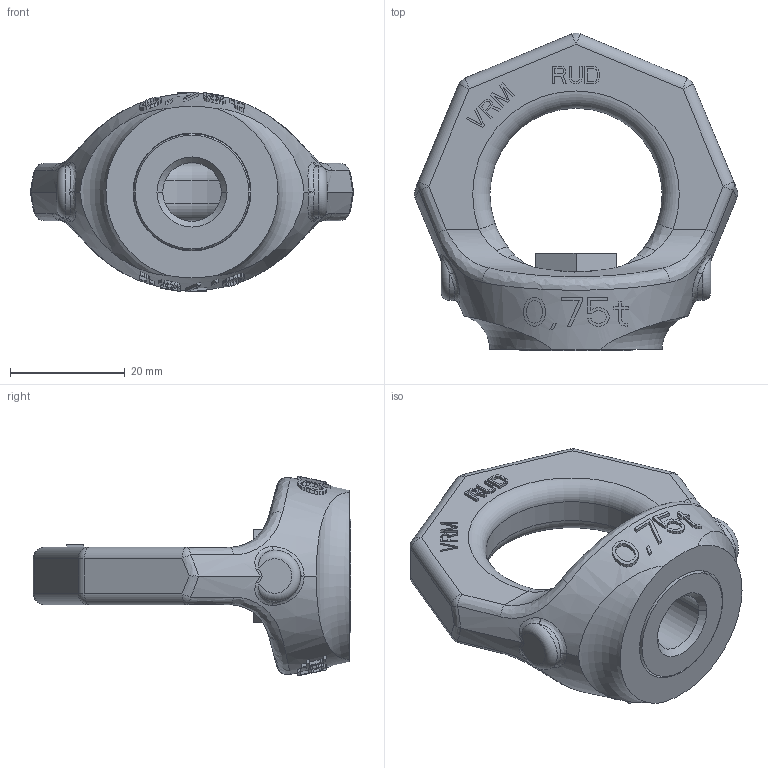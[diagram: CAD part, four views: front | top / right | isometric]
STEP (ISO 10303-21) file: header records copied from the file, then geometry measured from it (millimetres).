
FILE_DESCRIPTION((''),'2;1');
FILE_NAME('001-M32422-P-1_ASM','2017-05-31T',('Andreas.Wendler'),(''),'PRO/ENGINEER BY PARAMETRIC TECHNOLOGY CORPORATION, 2011490','PRO/ENGINEER BY PARAMETRIC TECHNOLOGY CORPORATION, 2011490','');
FILE_SCHEMA(('CONFIG_CONTROL_DESIGN'));
Length unit declared in the file: millimetre
Products named in the file (4): 001-M35306-P-1_AF0; 001-M32422-P-1; 001-M31026-BA3; 001-M32422-P-1_ASM
Assembly tree (3 placements, depth 2):
  001-M32422-P-1_ASM
    001-M35306-P-1_AF0
    001-M32422-P-1
    001-M31026-BA3
Bounding box: 56.32 x 55.33 x 34.79 mm (x, y, z)
Volume: 22716.8 mm3; surface area: 10104.3 mm2
Topology: 3 solids, 3 shells, 503 faces, 1352 edges, 872 vertices
Faces by surface type: plane 381, bspline 54, cylinder 32, torus 14, sphere 12, cone 10
Entity records: 18936 total; most frequent: CARTESIAN_POINT 7476, ORIENTED_EDGE 2704, DIRECTION 1816, EDGE_CURVE 1352, VERTEX_POINT 872, VECTOR 676, LINE 676, AXIS2_PLACEMENT_3D 570
